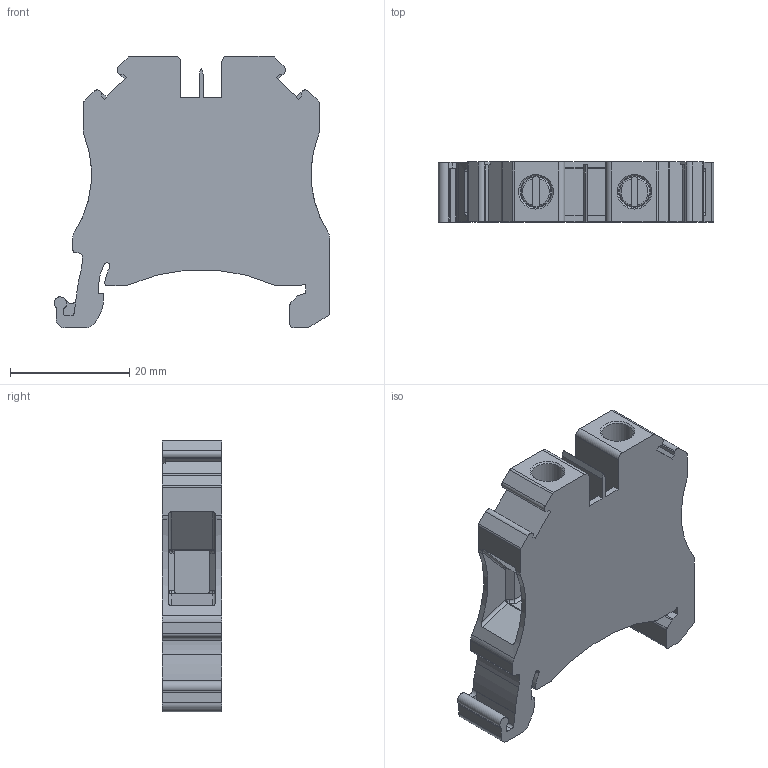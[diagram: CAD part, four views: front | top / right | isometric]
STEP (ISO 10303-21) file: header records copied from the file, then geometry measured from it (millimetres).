
FILE_DESCRIPTION(/* description */ ('Unknown'),/* implementation_level */ '2;1');
FILE_NAME(/* name */ 'TC10_3D_SOLID',/* time_stamp */ '2021-05-24T11:00:32+06:00',/* author */ ('Unknown'),/* organization */ ('Unknown'),/* preprocessor_version */ 'ST-DEVELOPER v16.7',/* originating_system */ 'DEX',/* authorisation */ $);
FILE_SCHEMA (('AUTOMOTIVE_DESIGN {1 0 10303 214 3 1 1}'));
Length unit declared in the file: millimetre
Products named in the file (1): TC10_SOLID
Bounding box: 46.1 x 10 x 45.5 mm (x, y, z)
Volume: 11840.1 mm3; surface area: 6798.5 mm2
Topology: 1 solids, 1 shells, 214 faces, 582 edges, 376 vertices
Faces by surface type: plane 104, cylinder 84, torus 10, bspline 8, sphere 6, cone 2
Full cylindrical faces by diameter (mm): 4 x2, 5 x2, 5.3 x2
Entity records: 8263 total; most frequent: CARTESIAN_POINT 1311, DIRECTION 1159, ORIENTED_EDGE 1132, EDGE_CURVE 566, AXIS2_PLACEMENT_3D 408, VERTEX_POINT 370, LINE 343, VECTOR 343
